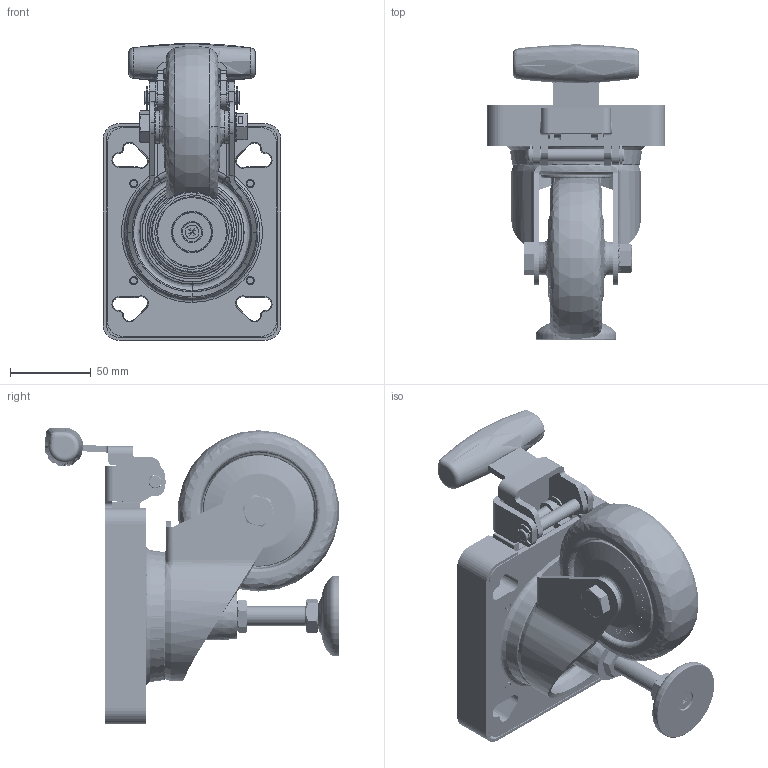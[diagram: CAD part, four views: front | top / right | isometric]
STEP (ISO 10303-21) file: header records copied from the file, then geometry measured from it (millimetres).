
FILE_DESCRIPTION (( 'STEP AP214' ), '1' );
FILE_NAME ('098LF100UF134110ESD.STEP', '2023-12-15T08:37:57', ( '' ), ( '' ), 'SwSTEP 2.0', 'SolidWorks 2023', '' );
FILE_SCHEMA (( 'AUTOMOTIVE_DESIGN' ));
Length unit declared in the file: millimetre
Products named in the file (29): 098LF134110R01_098LF134110R01; 000186810&20; FATH-00018382_X_Selection No pls; FATH-00017066_X_4ISO23380826; FATH-00017821_X_098LFR04; 4DIN6798D1018M; 098LF134110R04_098LF134110R04; FATH-00018177_X_4DIN934M10MS02; FATH-00018771_098LF134110R07_098LF134110R07; 098LF100UF134110ESD; FATH-00018680_098LF134110R03_098LF134110R03; FATH-00017284_X_098LF134110; FATH-00017091_X_4ISO23380844; 4din439bm12m_4DIN439BM12M; 9E050ZVG12040M_Standard; FATH-00017075_X_098LFR07; 4din7500mm0516m_4DIN7500MM0525M; 4din7500mm0516m_4DIN7500MM0516M; 098S100UESDS01_098S100UESDS01; FATH-00017871_X_4DIN931M1060M; 098xe_098XEE; 098e0_0__098E050ZV; 098EM12____-a-Tab_098EM12040M; 098LF100_A-TAB_Housing_Roller_ZB_098S100UF134110ESD; 098LF100_098LF100R01; 098EG050S02_098EG050S01; FATH-00017067_X_098LFR03; FATH-00017074_X_098LFR01; FATH-00007993_X_4DIN6799D07
Assembly tree (37 placements, depth 4):
  098LF100UF134110ESD
    9E050ZVG12040M_Standard
      098e0_0__098E050ZV
      098EG050S02_098EG050S01
      098EM12____-a-Tab_098EM12040M
      098xe_098XEE
      4din439bm12m_4DIN439BM12M
    4din7500mm0516m_4DIN7500MM0525M  x4
    098LF100_A-TAB_Housing_Roller_ZB_098S100UF134110ESD
      098LF100_098LF100R01
      FATH-00018177_X_4DIN934M10MS02
      FATH-00017871_X_4DIN931M1060M
      098S100UESDS01_098S100UESDS01
      4DIN6798D1018M
    FATH-00018771_098LF134110R07_098LF134110R07
      FATH-00017284_X_098LF134110
      098LF134110R01_098LF134110R01
      FATH-00017066_X_4ISO23380826  x2
      FATH-00017091_X_4ISO23380844
      FATH-00017067_X_098LFR03  x2
      FATH-00007993_X_4DIN6799D07  x4
      FATH-00017821_X_098LFR04
      FATH-00018382_X_Selection No pls
      FATH-00018680_098LF134110R03_098LF134110R03
        098LF134110R04_098LF134110R04
        000186810&20
      FATH-00017074_X_098LFR01
      FATH-00017075_X_098LFR07
      4din7500mm0516m_4DIN7500MM0516M  x2
Bounding box: 110 x 182.24 x 183.51 mm (x, y, z)
Volume: 598981.6 mm3; surface area: 335504.1 mm2
Topology: 129 solids, 129 shells, 5305 faces, 14733 edges, 9404 vertices
Faces by surface type: cylinder 1902, plane 1554, bspline 1061, cone 528, torus 236, sphere 24
Entity records: 193245 total; most frequent: CARTESIAN_POINT 75474, ORIENTED_EDGE 27570, DIRECTION 19130, EDGE_CURVE 13785, VERTEX_POINT 9058, AXIS2_PLACEMENT_3D 7180, B_SPLINE_CURVE_WITH_KNOTS 5739, EDGE_LOOP 5379
